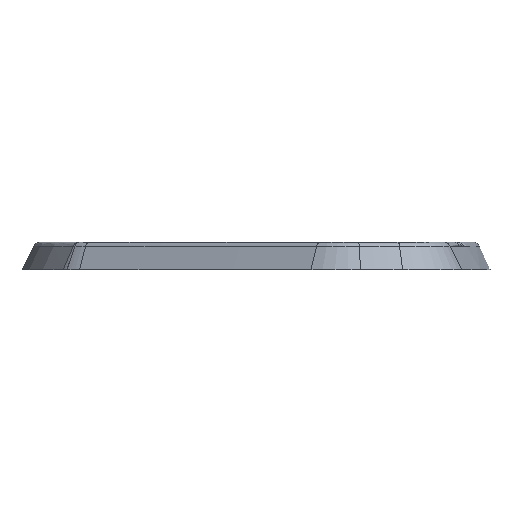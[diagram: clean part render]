
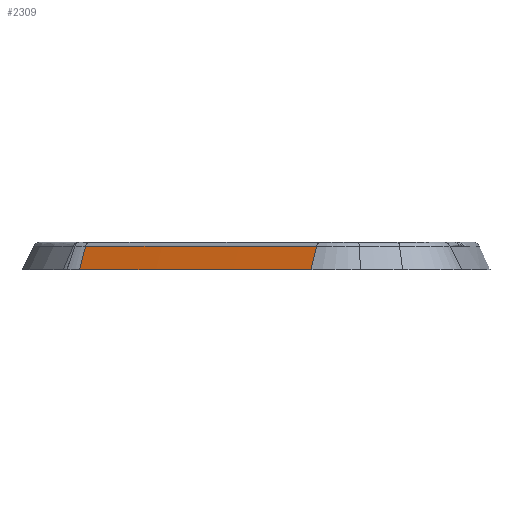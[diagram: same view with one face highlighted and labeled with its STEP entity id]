
A CAD part, front view. The second image highlights one B-rep face of the part: STEP entity #2309.
In plain terms, the highlighted conical face has half-angle 26.565 degrees and reference radius 619.033 mm.
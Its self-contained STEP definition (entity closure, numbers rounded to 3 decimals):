
#23 = CONICAL_SURFACE ( 'NONE', #3019, 619.033, 0.464 ) ;
#104 = ORIENTED_EDGE ( 'NONE', *, *, #3479, .F. ) ;
#318 = DIRECTION ( 'NONE',  ( 0., 0., -1. ) ) ;
#459 = CIRCLE ( 'NONE', #3665, 619.033 ) ;
#563 = CARTESIAN_POINT ( 'NONE',  ( -17.434, -10.791, 1.724 ) ) ;
#577 = CARTESIAN_POINT ( 'NONE',  ( -1.048, -21.246, 0. ) ) ;
#585 = VERTEX_POINT ( 'NONE', #1981 ) ;
#631 = EDGE_CURVE ( 'NONE', #2260, #3342, #728, .T. ) ;
#728 = CIRCLE ( 'NONE', #4513, 618.171 ) ;
#921 = DIRECTION ( 'NONE',  ( -1., 0., 0. ) ) ;
#1254 = CARTESIAN_POINT ( 'NONE',  ( -17.876, -11.53, 0. ) ) ;
#1279 = CARTESIAN_POINT ( 'NONE',  ( 300.016, 519.643, 0. ) ) ;
#1308 = ORIENTED_EDGE ( 'NONE', *, *, #2778, .T. ) ;
#1353 = CARTESIAN_POINT ( 'NONE',  ( 300.016, 519.643, 0. ) ) ;
#1402 = DIRECTION ( 'NONE',  ( 0., 0., -1. ) ) ;
#1734 = CARTESIAN_POINT ( 'NONE',  ( 300.016, 519.643, 1.724 ) ) ;
#1816 = DIRECTION ( 'NONE',  ( -0.23, -0.384, -0.894 ) ) ;
#1981 = CARTESIAN_POINT ( 'NONE',  ( -1.048, -21.246, 0. ) ) ;
#2167 = LINE ( 'NONE', #3585, #4489 ) ;
#2182 = EDGE_LOOP ( 'NONE', ( #1308, #2673, #3159, #104 ) ) ;
#2260 = VERTEX_POINT ( 'NONE', #3400 ) ;
#2309 = ADVANCED_FACE ( 'NONE', ( #4437 ), #23, .T. ) ;
#2673 = ORIENTED_EDGE ( 'NONE', *, *, #631, .T. ) ;
#2778 = EDGE_CURVE ( 'NONE', #585, #2260, #3774, .T. ) ;
#2812 = DIRECTION ( 'NONE',  ( -1., 0., 0. ) ) ;
#3019 = AXIS2_PLACEMENT_3D ( 'NONE', #1279, #4097, #921 ) ;
#3159 = ORIENTED_EDGE ( 'NONE', *, *, #4210, .T. ) ;
#3173 = VECTOR ( 'NONE', #3421, 1000. ) ;
#3342 = VERTEX_POINT ( 'NONE', #563 ) ;
#3400 = CARTESIAN_POINT ( 'NONE',  ( -0.628, -20.493, 1.724 ) ) ;
#3421 = DIRECTION ( 'NONE',  ( 0.218, 0.391, 0.894 ) ) ;
#3479 = EDGE_CURVE ( 'NONE', #585, #3638, #459, .T. ) ;
#3585 = CARTESIAN_POINT ( 'NONE',  ( -17.363, -10.672, 2. ) ) ;
#3638 = VERTEX_POINT ( 'NONE', #1254 ) ;
#3665 = AXIS2_PLACEMENT_3D ( 'NONE', #1353, #1402, #2812 ) ;
#3774 = LINE ( 'NONE', #577, #3173 ) ;
#4097 = DIRECTION ( 'NONE',  ( 0., 0., -1. ) ) ;
#4210 = EDGE_CURVE ( 'NONE', #3342, #3638, #2167, .T. ) ;
#4217 = DIRECTION ( 'NONE',  ( 1., 0., 0. ) ) ;
#4437 = FACE_OUTER_BOUND ( 'NONE', #2182, .T. ) ;
#4489 = VECTOR ( 'NONE', #1816, 1000. ) ;
#4513 = AXIS2_PLACEMENT_3D ( 'NONE', #1734, #318, #4217 ) ;
